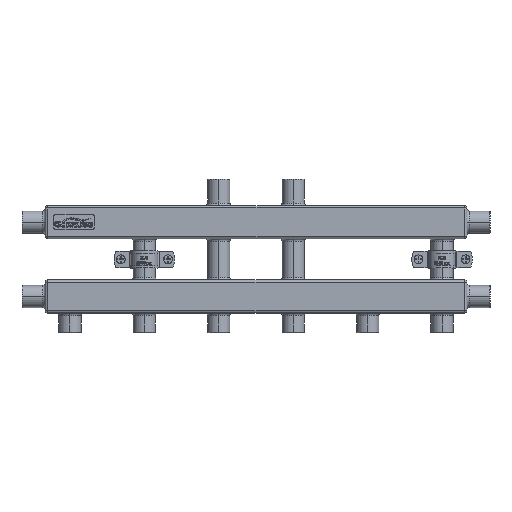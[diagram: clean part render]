
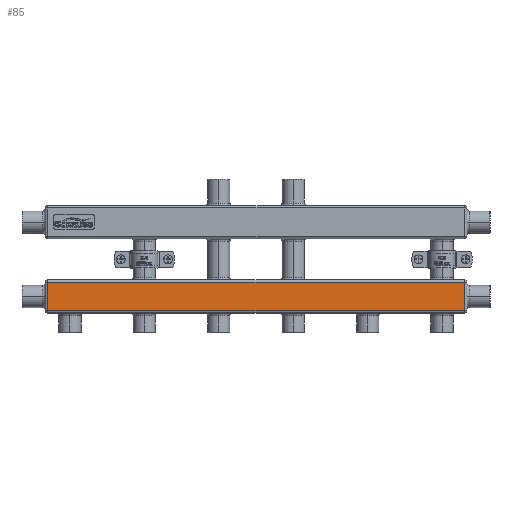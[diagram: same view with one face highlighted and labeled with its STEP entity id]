
A CAD part, top view. The second image highlights one B-rep face of the part: STEP entity #85.
In plain terms, the highlighted planar face has unit normal (0, 0, 1).
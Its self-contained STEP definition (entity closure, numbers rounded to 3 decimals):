
#85 = ADVANCED_FACE ( 'NONE', ( #14553 ), #8649, .F. ) ;
#929 = ORIENTED_EDGE ( 'NONE', *, *, #17544, .T. ) ;
#2910 = DIRECTION ( 'NONE',  ( 0., 1., 0. ) ) ;
#4421 = CARTESIAN_POINT ( 'NONE',  ( 252., -28., 30. ) ) ;
#7409 = LINE ( 'NONE', #43075, #15176 ) ;
#7523 = VERTEX_POINT ( 'NONE', #20520 ) ;
#7915 = ORIENTED_EDGE ( 'NONE', *, *, #14971, .T. ) ;
#8356 = DIRECTION ( 'NONE',  ( -1., 0., 0. ) ) ;
#8649 = PLANE ( 'NONE',  #45792 ) ;
#8808 = LINE ( 'NONE', #20905, #11570 ) ;
#9102 = ORIENTED_EDGE ( 'NONE', *, *, #44561, .T. ) ;
#10497 = DIRECTION ( 'NONE',  ( 1., 0., 0. ) ) ;
#11570 = VECTOR ( 'NONE', #34656, 1000. ) ;
#12524 = LINE ( 'NONE', #16913, #25401 ) ;
#12713 = DIRECTION ( 'NONE',  ( -1., 0., 0. ) ) ;
#14553 = FACE_OUTER_BOUND ( 'NONE', #20936, .T. ) ;
#14971 = EDGE_CURVE ( 'NONE', #7523, #16802, #8808, .T. ) ;
#15176 = VECTOR ( 'NONE', #10497, 1000. ) ;
#16802 = VERTEX_POINT ( 'NONE', #26736 ) ;
#16913 = CARTESIAN_POINT ( 'NONE',  ( 252., -25., 30. ) ) ;
#17483 = EDGE_CURVE ( 'NONE', #32259, #7523, #22044, .T. ) ;
#17544 = EDGE_CURVE ( 'NONE', #24550, #32259, #12524, .T. ) ;
#18625 = CARTESIAN_POINT ( 'NONE',  ( 0., 0., 30. ) ) ;
#19374 = ORIENTED_EDGE ( 'NONE', *, *, #17483, .T. ) ;
#20520 = CARTESIAN_POINT ( 'NONE',  ( -252., -28., 30. ) ) ;
#20905 = CARTESIAN_POINT ( 'NONE',  ( -252., -65., 30. ) ) ;
#20936 = EDGE_LOOP ( 'NONE', ( #7915, #9102, #929, #19374 ) ) ;
#22044 = LINE ( 'NONE', #23186, #23143 ) ;
#23143 = VECTOR ( 'NONE', #12713, 1000. ) ;
#23186 = CARTESIAN_POINT ( 'NONE',  ( -255., -28., 30. ) ) ;
#24550 = VERTEX_POINT ( 'NONE', #28432 ) ;
#25401 = VECTOR ( 'NONE', #2910, 1000. ) ;
#26736 = CARTESIAN_POINT ( 'NONE',  ( -252., -62., 30. ) ) ;
#28432 = CARTESIAN_POINT ( 'NONE',  ( 252., -62., 30. ) ) ;
#32259 = VERTEX_POINT ( 'NONE', #4421 ) ;
#34656 = DIRECTION ( 'NONE',  ( 0., -1., 0. ) ) ;
#43075 = CARTESIAN_POINT ( 'NONE',  ( 255., -62., 30. ) ) ;
#44049 = DIRECTION ( 'NONE',  ( 0., 0., -1. ) ) ;
#44561 = EDGE_CURVE ( 'NONE', #16802, #24550, #7409, .T. ) ;
#45792 = AXIS2_PLACEMENT_3D ( 'NONE', #18625, #44049, #8356 ) ;
